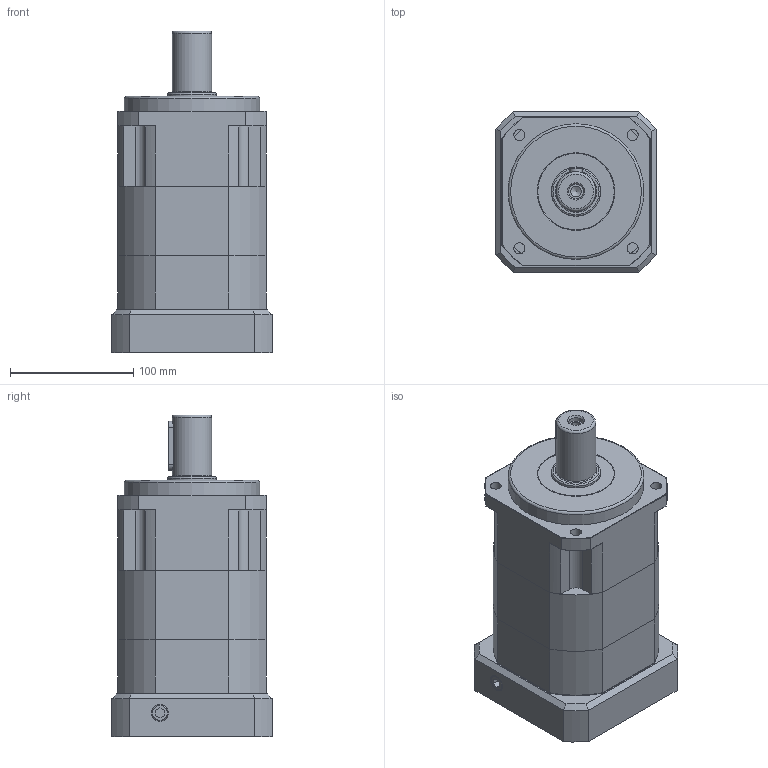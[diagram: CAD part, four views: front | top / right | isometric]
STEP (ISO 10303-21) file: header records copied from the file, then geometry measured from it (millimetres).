
FILE_DESCRIPTION((''),'2;1');
FILE_NAME('PGX120-H-2.stp','2013-08-20T14:29:55',('young'),(''),'Autodesk Inventor 2012','Autodesk Inventor 2012','');
FILE_SCHEMA(('AUTOMOTIVE_DESIGN { 1 0 10303 214 1 1 1 1 }'));
Length unit declared in the file: millimetre
Products named in the file (1): PGX120-H-2
Bounding box: 130 x 130 x 261 mm (x, y, z)
Volume: 2193789.6 mm3; surface area: 297626.8 mm2
Topology: 17 solids, 17 shells, 537 faces, 1297 edges, 829 vertices
Faces by surface type: plane 267, cylinder 156, cone 69, bspline 25, torus 18, sphere 2
Full cylindrical faces by diameter (mm): 4.5 x4, 5 x4, 6.8 x9, 7 x4, 8 x9, 8.5 x5, 9 x5, 11.125 x2, 12 x1, 13 x7, 24 x1, 29.9 x1, 32 x1, 38.2 x1, 39.8 x2, 40 x2, 48 x1, 49 x1, 55 x2, 62 x2, 90 x1, 105 x2, 110 x1
Entity records: 17116 total; most frequent: CARTESIAN_POINT 5033, DIRECTION 2481, ORIENTED_EDGE 2296, EDGE_CURVE 1148, AXIS2_PLACEMENT_3D 951, VERTEX_POINT 801, EDGE_LOOP 743, VECTOR 579
